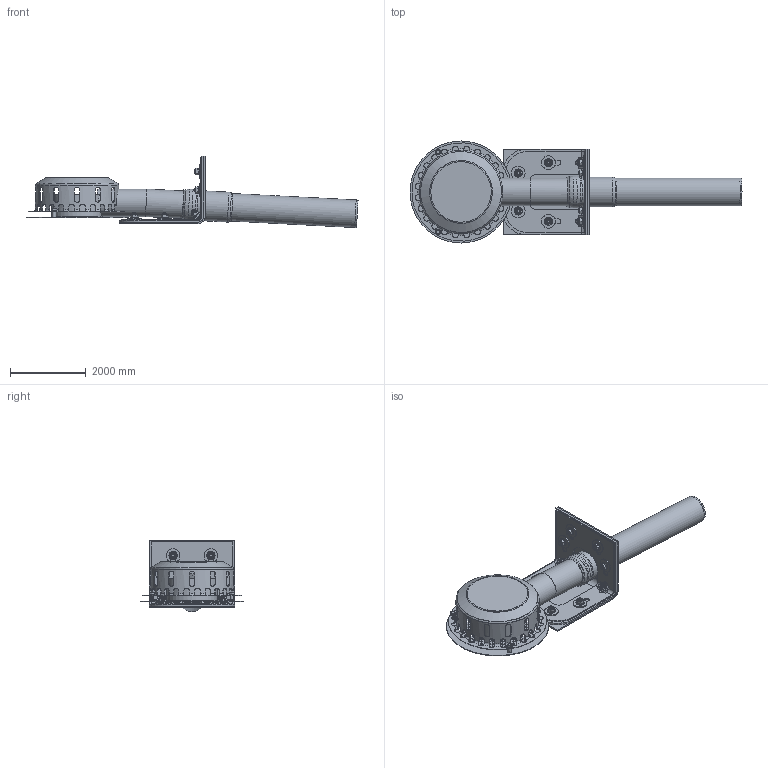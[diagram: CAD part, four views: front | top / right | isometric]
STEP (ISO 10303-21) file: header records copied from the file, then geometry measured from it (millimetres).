
FILE_DESCRIPTION(/* description */ (''),/* implementation_level */ '2;1');
FILE_NAME(/* name */ '01344.070X_3D.stp',/* time_stamp */ '2024-12-11T13:24:49+01:00',/* author */ ('CAD'),/* organization */ (''),/* preprocessor_version */ 'ST-DEVELOPER v20',/* originating_system */ 'AutoCAD Mechanical',/* authorisation */ '');
FILE_SCHEMA (('AUTOMOTIVE_DESIGN { 1 0 10303 214 3 1 1 }'));
Length unit declared in the file: centimetre
Products named in the file (1): Product
Bounding box: 8779.9 x 2700 x 1880.86 mm (x, y, z)
Volume: 1351614725.6 mm3; surface area: 120281304.6 mm2
Topology: 42 solids, 42 shells, 2322 faces, 6553 edges, 4272 vertices
Faces by surface type: plane 1737, cone 310, cylinder 197, torus 72, bspline 6
Full cylindrical faces by diameter (mm): 60 x2, 80 x2, 83.76 x10, 99.999 x8, 100 x4, 120 x10, 365 x8, 700 x1, 706 x2, 730 x4, 762 x1, 792 x2, 810 x1, 812 x1, 842 x1, 1290 x1, 1330 x2, 2180 x1, 2200 x1, 2700 x1
Entity records: 81539 total; most frequent: CARTESIAN_POINT 20091, ORIENTED_EDGE 13106, DIRECTION 11487, EDGE_CURVE 6553, LINE 5233, VECTOR 5233, VERTEX_POINT 4272, EDGE_LOOP 3149
